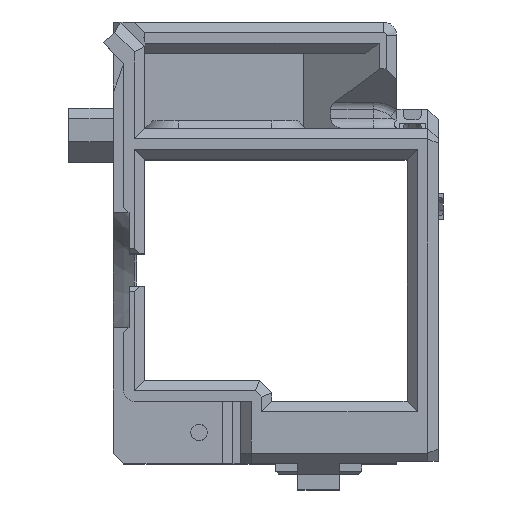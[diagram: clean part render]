
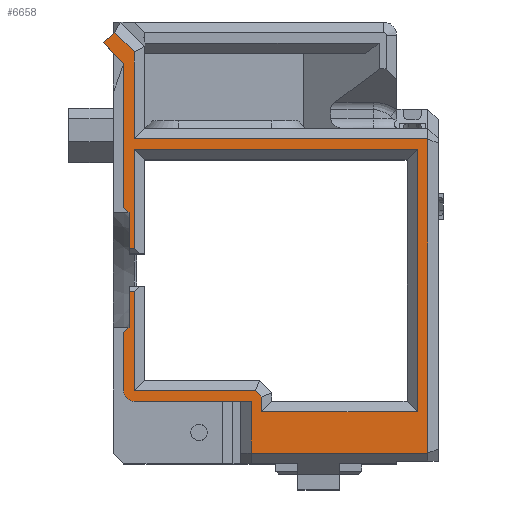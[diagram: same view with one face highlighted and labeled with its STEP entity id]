
A CAD part, top view. The second image highlights one B-rep face of the part: STEP entity #6658.
In plain terms, the highlighted planar face has unit normal (0, 0, 1).
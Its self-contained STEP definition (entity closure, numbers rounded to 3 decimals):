
#106=B_SPLINE_CURVE_WITH_KNOTS('',3,(#9383,#9384,#9385,#9386),
 .UNSPECIFIED.,.F.,.F.,(4,4),(0.119,0.881),
 .UNSPECIFIED.);
#166=CIRCLE('',#7065,2.);
#366=FACE_OUTER_BOUND('',#746,.T.);
#746=EDGE_LOOP('',(#4671,#4672,#4673,#4674,#4675,#4676,#4677,#4678,#4679,
#4680,#4681,#4682,#4683,#4684,#4685,#4686,#4687,#4688,#4689,#4690,#4691,
#4692,#4693,#4694,#4695,#4696));
#1135=LINE('',#9416,#1949);
#1147=LINE('',#9492,#1961);
#1278=LINE('',#9783,#2092);
#1289=LINE('',#9804,#2103);
#1292=LINE('',#9816,#2106);
#1295=LINE('',#9822,#2109);
#1296=LINE('',#9824,#2110);
#1297=LINE('',#9826,#2111);
#1298=LINE('',#9828,#2112);
#1299=LINE('',#9830,#2113);
#1300=LINE('',#9832,#2114);
#1301=LINE('',#9834,#2115);
#1302=LINE('',#9836,#2116);
#1303=LINE('',#9838,#2117);
#1304=LINE('',#9840,#2118);
#1305=LINE('',#9842,#2119);
#1306=LINE('',#9844,#2120);
#1307=LINE('',#9846,#2121);
#1308=LINE('',#9848,#2122);
#1309=LINE('',#9850,#2123);
#1310=LINE('',#9851,#2124);
#1311=LINE('',#9852,#2125);
#1312=LINE('',#9854,#2126);
#1313=LINE('',#9855,#2127);
#1949=VECTOR('',#7570,10.);
#1961=VECTOR('',#7594,10.);
#2092=VECTOR('',#7821,10.);
#2103=VECTOR('',#7834,10.);
#2106=VECTOR('',#7845,10.);
#2109=VECTOR('',#7850,10.);
#2110=VECTOR('',#7851,10.);
#2111=VECTOR('',#7852,10.);
#2112=VECTOR('',#7853,10.);
#2113=VECTOR('',#7854,10.);
#2114=VECTOR('',#7855,10.);
#2115=VECTOR('',#7856,10.);
#2116=VECTOR('',#7857,10.);
#2117=VECTOR('',#7858,10.);
#2118=VECTOR('',#7859,10.);
#2119=VECTOR('',#7860,10.);
#2120=VECTOR('',#7861,10.);
#2121=VECTOR('',#7862,10.);
#2122=VECTOR('',#7863,10.);
#2123=VECTOR('',#7864,10.);
#2124=VECTOR('',#7865,10.);
#2125=VECTOR('',#7866,10.);
#2126=VECTOR('',#7867,10.);
#2127=VECTOR('',#7868,10.);
#2743=VERTEX_POINT('',#9377);
#2744=VERTEX_POINT('',#9382);
#2751=VERTEX_POINT('',#9414);
#2765=VERTEX_POINT('',#9491);
#2875=VERTEX_POINT('',#9776);
#2877=VERTEX_POINT('',#9782);
#2886=VERTEX_POINT('',#9802);
#2887=VERTEX_POINT('',#9806);
#2888=VERTEX_POINT('',#9807);
#2891=VERTEX_POINT('',#9815);
#2893=VERTEX_POINT('',#9821);
#2894=VERTEX_POINT('',#9823);
#2895=VERTEX_POINT('',#9825);
#2896=VERTEX_POINT('',#9827);
#2897=VERTEX_POINT('',#9829);
#2898=VERTEX_POINT('',#9831);
#2899=VERTEX_POINT('',#9833);
#2900=VERTEX_POINT('',#9835);
#2901=VERTEX_POINT('',#9837);
#2902=VERTEX_POINT('',#9839);
#2903=VERTEX_POINT('',#9841);
#2904=VERTEX_POINT('',#9843);
#2905=VERTEX_POINT('',#9845);
#2906=VERTEX_POINT('',#9847);
#2907=VERTEX_POINT('',#9849);
#2908=VERTEX_POINT('',#9853);
#3389=EDGE_CURVE('',#2743,#2744,#106,.T.);
#3398=EDGE_CURVE('',#2743,#2751,#1135,.T.);
#3416=EDGE_CURVE('',#2744,#2765,#1147,.T.);
#3561=EDGE_CURVE('',#2875,#2877,#1278,.T.);
#3572=EDGE_CURVE('',#2875,#2886,#1289,.T.);
#3573=EDGE_CURVE('',#2887,#2888,#166,.T.);
#3577=EDGE_CURVE('',#2891,#2888,#1292,.T.);
#3580=EDGE_CURVE('',#2751,#2893,#1295,.T.);
#3581=EDGE_CURVE('',#2893,#2894,#1296,.T.);
#3582=EDGE_CURVE('',#2895,#2894,#1297,.T.);
#3583=EDGE_CURVE('',#2895,#2896,#1298,.T.);
#3584=EDGE_CURVE('',#2897,#2896,#1299,.T.);
#3585=EDGE_CURVE('',#2898,#2897,#1300,.T.);
#3586=EDGE_CURVE('',#2899,#2898,#1301,.T.);
#3587=EDGE_CURVE('',#2900,#2899,#1302,.T.);
#3588=EDGE_CURVE('',#2901,#2900,#1303,.T.);
#3589=EDGE_CURVE('',#2902,#2901,#1304,.T.);
#3590=EDGE_CURVE('',#2903,#2902,#1305,.T.);
#3591=EDGE_CURVE('',#2904,#2903,#1306,.T.);
#3592=EDGE_CURVE('',#2905,#2904,#1307,.T.);
#3593=EDGE_CURVE('',#2906,#2905,#1308,.T.);
#3594=EDGE_CURVE('',#2906,#2907,#1309,.T.);
#3595=EDGE_CURVE('',#2891,#2907,#1310,.T.);
#3596=EDGE_CURVE('',#2887,#2877,#1311,.T.);
#3597=EDGE_CURVE('',#2908,#2886,#1312,.T.);
#3598=EDGE_CURVE('',#2765,#2908,#1313,.T.);
#4671=ORIENTED_EDGE('',*,*,#3389,.F.);
#4672=ORIENTED_EDGE('',*,*,#3398,.T.);
#4673=ORIENTED_EDGE('',*,*,#3580,.T.);
#4674=ORIENTED_EDGE('',*,*,#3581,.T.);
#4675=ORIENTED_EDGE('',*,*,#3582,.F.);
#4676=ORIENTED_EDGE('',*,*,#3583,.T.);
#4677=ORIENTED_EDGE('',*,*,#3584,.F.);
#4678=ORIENTED_EDGE('',*,*,#3585,.F.);
#4679=ORIENTED_EDGE('',*,*,#3586,.F.);
#4680=ORIENTED_EDGE('',*,*,#3587,.F.);
#4681=ORIENTED_EDGE('',*,*,#3588,.F.);
#4682=ORIENTED_EDGE('',*,*,#3589,.F.);
#4683=ORIENTED_EDGE('',*,*,#3590,.F.);
#4684=ORIENTED_EDGE('',*,*,#3591,.F.);
#4685=ORIENTED_EDGE('',*,*,#3592,.F.);
#4686=ORIENTED_EDGE('',*,*,#3593,.F.);
#4687=ORIENTED_EDGE('',*,*,#3594,.T.);
#4688=ORIENTED_EDGE('',*,*,#3595,.F.);
#4689=ORIENTED_EDGE('',*,*,#3577,.T.);
#4690=ORIENTED_EDGE('',*,*,#3573,.F.);
#4691=ORIENTED_EDGE('',*,*,#3596,.T.);
#4692=ORIENTED_EDGE('',*,*,#3561,.F.);
#4693=ORIENTED_EDGE('',*,*,#3572,.T.);
#4694=ORIENTED_EDGE('',*,*,#3597,.F.);
#4695=ORIENTED_EDGE('',*,*,#3598,.F.);
#4696=ORIENTED_EDGE('',*,*,#3416,.F.);
#6352=PLANE('',#7068);
#6658=ADVANCED_FACE('',(#366),#6352,.T.);
#7065=AXIS2_PLACEMENT_3D('',#9808,#7837,#7838);
#7068=AXIS2_PLACEMENT_3D('',#9820,#7848,#7849);
#7570=DIRECTION('',(-0.746,-0.666,0.));
#7594=DIRECTION('',(0.,-1.,0.));
#7821=DIRECTION('',(0.,1.,0.));
#7834=DIRECTION('',(1.,0.,0.));
#7837=DIRECTION('center_axis',(0.,0.,-1.));
#7838=DIRECTION('ref_axis',(-0.707,-0.707,0.));
#7845=DIRECTION('',(0.,-1.,0.));
#7848=DIRECTION('center_axis',(0.,0.,1.));
#7849=DIRECTION('ref_axis',(0.,-1.,0.));
#7850=DIRECTION('',(0.707,-0.707,0.));
#7851=DIRECTION('',(0.,-1.,0.));
#7852=DIRECTION('',(-0.707,0.707,0.));
#7853=DIRECTION('',(0.,-1.,0.));
#7854=DIRECTION('',(-1.,0.,0.));
#7855=DIRECTION('',(0.,-1.,0.));
#7856=DIRECTION('',(-1.,0.,0.));
#7857=DIRECTION('',(0.,1.,0.));
#7858=DIRECTION('',(1.,0.,0.));
#7859=DIRECTION('',(0.,-1.,0.));
#7860=DIRECTION('',(0.707,-0.707,0.));
#7861=DIRECTION('',(1.,0.,0.));
#7862=DIRECTION('',(0.,-1.,0.));
#7863=DIRECTION('',(1.,0.,0.));
#7864=DIRECTION('',(0.,-1.,0.));
#7865=DIRECTION('',(0.707,0.707,0.));
#7866=DIRECTION('',(1.,0.,0.));
#7867=DIRECTION('',(0.,-1.,0.));
#7868=DIRECTION('',(1.,0.,0.));
#9377=CARTESIAN_POINT('',(-26.695,81.,84.5));
#9382=CARTESIAN_POINT('',(-22.938,77.243,84.5));
#9383=CARTESIAN_POINT('Ctrl Pts',(-26.695,81.,84.5));
#9384=CARTESIAN_POINT('Ctrl Pts',(-25.442,79.747,84.5));
#9385=CARTESIAN_POINT('Ctrl Pts',(-24.19,78.495,84.5));
#9386=CARTESIAN_POINT('Ctrl Pts',(-22.938,77.243,84.5));
#9414=CARTESIAN_POINT('',(-28.938,79.,84.5));
#9416=CARTESIAN_POINT('',(-29.318,78.661,84.5));
#9491=CARTESIAN_POINT('',(-22.938,60.5,84.5));
#9492=CARTESIAN_POINT('',(-22.938,51.5,84.5));
#9776=CARTESIAN_POINT('',(-0.437,0.,84.5));
#9782=CARTESIAN_POINT('',(-0.437,10.,84.5));
#9783=CARTESIAN_POINT('',(-0.437,25.25,84.5));
#9802=CARTESIAN_POINT('',(33.563,0.,84.5));
#9804=CARTESIAN_POINT('',(17.781,0.,84.5));
#9806=CARTESIAN_POINT('',(-22.938,10.,84.5));
#9807=CARTESIAN_POINT('',(-24.938,12.,84.5));
#9808=CARTESIAN_POINT('Origin',(-22.938,12.,84.5));
#9815=CARTESIAN_POINT('',(-24.938,23.15,84.5));
#9816=CARTESIAN_POINT('',(-24.938,32.325,84.5));
#9820=CARTESIAN_POINT('Origin',(0.,40.5,84.5));
#9821=CARTESIAN_POINT('',(-24.938,75.,84.5));
#9822=CARTESIAN_POINT('',(-12.078,62.141,84.5));
#9823=CARTESIAN_POINT('',(-24.938,47.35,84.5));
#9824=CARTESIAN_POINT('',(-24.938,50.588,84.5));
#9825=CARTESIAN_POINT('',(-23.938,46.35,84.5));
#9826=CARTESIAN_POINT('',(-16.741,39.153,84.5));
#9827=CARTESIAN_POINT('',(-23.938,39.355,84.5));
#9828=CARTESIAN_POINT('',(-23.938,43.425,84.5));
#9829=CARTESIAN_POINT('',(-22.938,39.355,84.5));
#9830=CARTESIAN_POINT('',(-13.469,39.355,84.5));
#9831=CARTESIAN_POINT('',(-22.938,58.5,84.5));
#9832=CARTESIAN_POINT('',(-22.938,27.25,84.5));
#9833=CARTESIAN_POINT('',(31.563,58.5,84.5));
#9834=CARTESIAN_POINT('',(-10.469,58.5,84.5));
#9835=CARTESIAN_POINT('',(31.563,8.,84.5));
#9836=CARTESIAN_POINT('',(31.563,48.5,84.5));
#9837=CARTESIAN_POINT('',(1.563,8.,84.5));
#9838=CARTESIAN_POINT('',(14.781,8.,84.5));
#9839=CARTESIAN_POINT('',(1.563,10.822,84.5));
#9840=CARTESIAN_POINT('',(1.563,25.25,84.5));
#9841=CARTESIAN_POINT('',(0.384,12.,84.5));
#9842=CARTESIAN_POINT('',(-6.542,18.926,84.5));
#9843=CARTESIAN_POINT('',(-22.938,12.,84.5));
#9844=CARTESIAN_POINT('',(1.781,12.,84.5));
#9845=CARTESIAN_POINT('',(-22.938,31.145,84.5));
#9846=CARTESIAN_POINT('',(-22.938,27.25,84.5));
#9847=CARTESIAN_POINT('',(-23.938,31.145,84.5));
#9848=CARTESIAN_POINT('',(-13.469,31.145,84.5));
#9849=CARTESIAN_POINT('',(-23.938,24.15,84.5));
#9850=CARTESIAN_POINT('',(-23.938,43.425,84.5));
#9851=CARTESIAN_POINT('',(-14.116,33.972,84.5));
#9852=CARTESIAN_POINT('',(-12.469,10.,84.5));
#9853=CARTESIAN_POINT('',(33.563,60.5,84.5));
#9854=CARTESIAN_POINT('',(33.563,19.25,84.5));
#9855=CARTESIAN_POINT('',(17.781,60.5,84.5));
